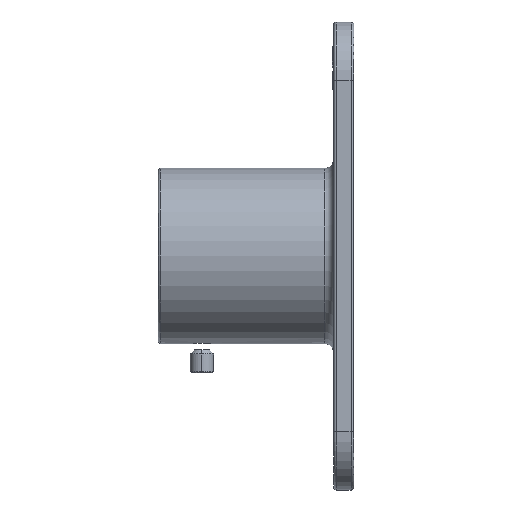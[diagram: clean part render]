
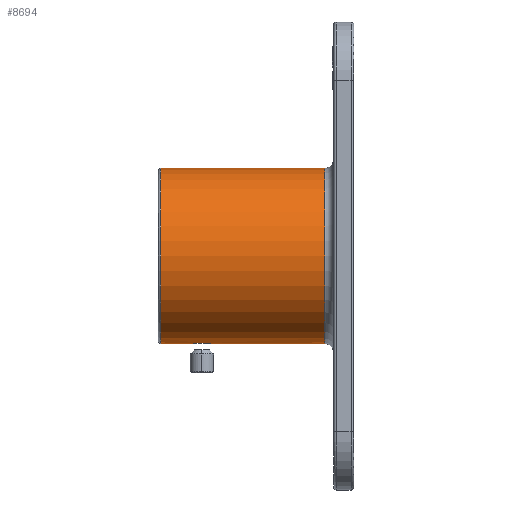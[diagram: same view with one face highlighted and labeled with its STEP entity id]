
A CAD part, left-side view. The second image highlights one B-rep face of the part: STEP entity #8694.
In plain terms, the highlighted cylindrical face has radius 30 mm (diameter 60 mm), a partial arc.
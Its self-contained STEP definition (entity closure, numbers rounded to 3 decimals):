
#51 = CARTESIAN_POINT ( 'NONE',  ( 0., 55.4, -30. ) ) ;
#290 = CARTESIAN_POINT ( 'NONE',  ( -2.563, 49.754, -29.891 ) ) ;
#677 = CARTESIAN_POINT ( 'NONE',  ( 0., 55.4, -30. ) ) ;
#710 = CARTESIAN_POINT ( 'NONE',  ( -2.562, 54.246, -29.891 ) ) ;
#930 = VERTEX_POINT ( 'NONE', #3011 ) ;
#1097 = VERTEX_POINT ( 'NONE', #51 ) ;
#1163 = CARTESIAN_POINT ( 'NONE',  ( -2.074, 49.297, -29.929 ) ) ;
#1181 = CARTESIAN_POINT ( 'NONE',  ( 0., 66., -30. ) ) ;
#1415 = VECTOR ( 'NONE', #4412, 1000. ) ;
#1467 = CARTESIAN_POINT ( 'NONE',  ( 0., 67., 0. ) ) ;
#1587 = CARTESIAN_POINT ( 'NONE',  ( -2.951, 53.703, -29.855 ) ) ;
#1862 = CARTESIAN_POINT ( 'NONE',  ( 0., 67., -30. ) ) ;
#1988 = CARTESIAN_POINT ( 'NONE',  ( -3.4, 52., -29.807 ) ) ;
#2020 = CARTESIAN_POINT ( 'NONE',  ( -1.507, 48.944, -29.963 ) ) ;
#2200 = LINE ( 'NONE', #7485, #6465 ) ;
#2441 = CARTESIAN_POINT ( 'NONE',  ( -3.226, 53.097, -29.826 ) ) ;
#2678 = CARTESIAN_POINT ( 'NONE',  ( 0., 67., 30. ) ) ;
#2711 = DIRECTION ( 'NONE',  ( 0., -1., 0. ) ) ;
#2739 = EDGE_CURVE ( 'NONE', #2775, #930, #3317, .T. ) ;
#2775 = VERTEX_POINT ( 'NONE', #7949 ) ;
#2880 = CARTESIAN_POINT ( 'NONE',  ( -0.883, 48.709, -29.988 ) ) ;
#2887 = CIRCLE ( 'NONE', #4282, 30. ) ;
#2954 = ORIENTED_EDGE ( 'NONE', *, *, #8779, .T. ) ;
#3011 = CARTESIAN_POINT ( 'NONE',  ( 0., 10., 30. ) ) ;
#3037 = VERTEX_POINT ( 'NONE', #5657 ) ;
#3148 = CYLINDRICAL_SURFACE ( 'NONE', #4851, 30. ) ;
#3177 = DIRECTION ( 'NONE',  ( 0., 0., -1. ) ) ;
#3198 = B_SPLINE_CURVE_WITH_KNOTS ( 'NONE', 3,
 ( #677, #6643, #3253, #9230, #4107, #10082, #4962, #10946, #5819, #710, #6674, #1587, #7539, #2441, #8409, #3296, #9260, #4143 ),
 .UNSPECIFIED., .F., .F.,
 ( 4, 2, 2, 2, 2, 2, 2, 2, 4 ),
 ( 0., 0.001, 0.001, 0.002, 0.003, 0.003, 0.004, 0.005, 0.005 ),
 .UNSPECIFIED. ) ;
#3233 = DIRECTION ( 'NONE',  ( 0., -1., 0. ) ) ;
#3237 = DIRECTION ( 'NONE',  ( 0., 1., 0. ) ) ;
#3253 = CARTESIAN_POINT ( 'NONE',  ( -0.446, 55.378, -29.997 ) ) ;
#3296 = CARTESIAN_POINT ( 'NONE',  ( -3.378, 52.443, -29.809 ) ) ;
#3317 = LINE ( 'NONE', #2678, #5316 ) ;
#3497 = CARTESIAN_POINT ( 'NONE',  ( 0., 48.6, -30. ) ) ;
#3677 = LINE ( 'NONE', #1862, #1415 ) ;
#3695 = CARTESIAN_POINT ( 'NONE',  ( -3.291, 51.117, -29.819 ) ) ;
#3730 = CARTESIAN_POINT ( 'NONE',  ( -0.222, 48.6, -30. ) ) ;
#4107 = CARTESIAN_POINT ( 'NONE',  ( -1.097, 55.226, -29.981 ) ) ;
#4133 = DIRECTION ( 'NONE',  ( 0., -1., 0. ) ) ;
#4143 = CARTESIAN_POINT ( 'NONE',  ( -3.4, 52., -29.807 ) ) ;
#4282 = AXIS2_PLACEMENT_3D ( 'NONE', #9253, #4133, #10117 ) ;
#4412 = DIRECTION ( 'NONE',  ( 0., -1., 0. ) ) ;
#4549 = CARTESIAN_POINT ( 'NONE',  ( -3.056, 50.493, -29.844 ) ) ;
#4851 = AXIS2_PLACEMENT_3D ( 'NONE', #1467, #9143, #3177 ) ;
#4962 = CARTESIAN_POINT ( 'NONE',  ( -1.704, 54.951, -29.952 ) ) ;
#5316 = VECTOR ( 'NONE', #2711, 1000. ) ;
#5394 = CARTESIAN_POINT ( 'NONE',  ( -2.703, 49.926, -29.878 ) ) ;
#5488 = EDGE_CURVE ( 'NONE', #3037, #6358, #5776, .T. ) ;
#5657 = CARTESIAN_POINT ( 'NONE',  ( -3.4, 52., -29.807 ) ) ;
#5776 = B_SPLINE_CURVE_WITH_KNOTS ( 'NONE', 3,
 ( #1988, #7081, #8812, #3695, #9662, #4549, #10527, #5394, #290, #6260, #1163, #7113, #2020, #7989, #2880, #8840, #3730, #9705 ),
 .UNSPECIFIED., .F., .F.,
 ( 4, 2, 2, 2, 2, 2, 2, 2, 4 ),
 ( 0.005, 0.006, 0.007, 0.007, 0.008, 0.009, 0.009, 0.01, 0.011 ),
 .UNSPECIFIED. ) ;
#5819 = CARTESIAN_POINT ( 'NONE',  ( -2.248, 54.56, -29.916 ) ) ;
#6260 = CARTESIAN_POINT ( 'NONE',  ( -2.245, 49.437, -29.916 ) ) ;
#6358 = VERTEX_POINT ( 'NONE', #3497 ) ;
#6409 = VERTEX_POINT ( 'NONE', #9505 ) ;
#6465 = VECTOR ( 'NONE', #3233, 1000. ) ;
#6534 = AXIS2_PLACEMENT_3D ( 'NONE', #8353, #3237, #9219 ) ;
#6606 = CIRCLE ( 'NONE', #6534, 30. ) ;
#6643 = CARTESIAN_POINT ( 'NONE',  ( -0.225, 55.4, -30. ) ) ;
#6674 = CARTESIAN_POINT ( 'NONE',  ( -2.702, 54.075, -29.878 ) ) ;
#7081 = CARTESIAN_POINT ( 'NONE',  ( -3.4, 51.778, -29.807 ) ) ;
#7113 = CARTESIAN_POINT ( 'NONE',  ( -1.706, 49.051, -29.952 ) ) ;
#7315 = EDGE_LOOP ( 'NONE', ( #8625, #2954, #7937, #9720, #10778, #9815, #10545 ) ) ;
#7485 = CARTESIAN_POINT ( 'NONE',  ( 0., 67., -30. ) ) ;
#7539 = CARTESIAN_POINT ( 'NONE',  ( -3.056, 53.506, -29.844 ) ) ;
#7937 = ORIENTED_EDGE ( 'NONE', *, *, #9266, .T. ) ;
#7949 = CARTESIAN_POINT ( 'NONE',  ( 0., 66., 30. ) ) ;
#7989 = CARTESIAN_POINT ( 'NONE',  ( -1.095, 48.774, -29.981 ) ) ;
#8145 = VERTEX_POINT ( 'NONE', #1181 ) ;
#8350 = EDGE_CURVE ( 'NONE', #1097, #3037, #3198, .T. ) ;
#8353 = CARTESIAN_POINT ( 'NONE',  ( 0., 10., 0. ) ) ;
#8409 = CARTESIAN_POINT ( 'NONE',  ( -3.291, 52.882, -29.819 ) ) ;
#8625 = ORIENTED_EDGE ( 'NONE', *, *, #2739, .F. ) ;
#8694 = ADVANCED_FACE ( 'NONE', ( #10225 ), #3148, .T. ) ;
#8779 = EDGE_CURVE ( 'NONE', #2775, #8145, #2887, .T. ) ;
#8812 = CARTESIAN_POINT ( 'NONE',  ( -3.378, 51.553, -29.809 ) ) ;
#8840 = CARTESIAN_POINT ( 'NONE',  ( -0.447, 48.622, -29.997 ) ) ;
#9143 = DIRECTION ( 'NONE',  ( 0., -1., 0. ) ) ;
#9219 = DIRECTION ( 'NONE',  ( 0., 0., 1. ) ) ;
#9230 = CARTESIAN_POINT ( 'NONE',  ( -0.881, 55.291, -29.988 ) ) ;
#9253 = CARTESIAN_POINT ( 'NONE',  ( 0., 66., 0. ) ) ;
#9260 = CARTESIAN_POINT ( 'NONE',  ( -3.4, 52.222, -29.807 ) ) ;
#9266 = EDGE_CURVE ( 'NONE', #8145, #1097, #2200, .T. ) ;
#9505 = CARTESIAN_POINT ( 'NONE',  ( 0., 10., -30. ) ) ;
#9662 = CARTESIAN_POINT ( 'NONE',  ( -3.226, 50.905, -29.826 ) ) ;
#9705 = CARTESIAN_POINT ( 'NONE',  ( 0., 48.6, -30. ) ) ;
#9720 = ORIENTED_EDGE ( 'NONE', *, *, #8350, .T. ) ;
#9815 = ORIENTED_EDGE ( 'NONE', *, *, #10691, .T. ) ;
#9887 = EDGE_CURVE ( 'NONE', #6409, #930, #6606, .T. ) ;
#10082 = CARTESIAN_POINT ( 'NONE',  ( -1.509, 55.055, -29.963 ) ) ;
#10117 = DIRECTION ( 'NONE',  ( 0., 0., 1. ) ) ;
#10225 = FACE_OUTER_BOUND ( 'NONE', #7315, .T. ) ;
#10527 = CARTESIAN_POINT ( 'NONE',  ( -2.949, 50.294, -29.855 ) ) ;
#10545 = ORIENTED_EDGE ( 'NONE', *, *, #9887, .T. ) ;
#10691 = EDGE_CURVE ( 'NONE', #6358, #6409, #3677, .T. ) ;
#10778 = ORIENTED_EDGE ( 'NONE', *, *, #5488, .T. ) ;
#10946 = CARTESIAN_POINT ( 'NONE',  ( -2.074, 54.704, -29.929 ) ) ;
